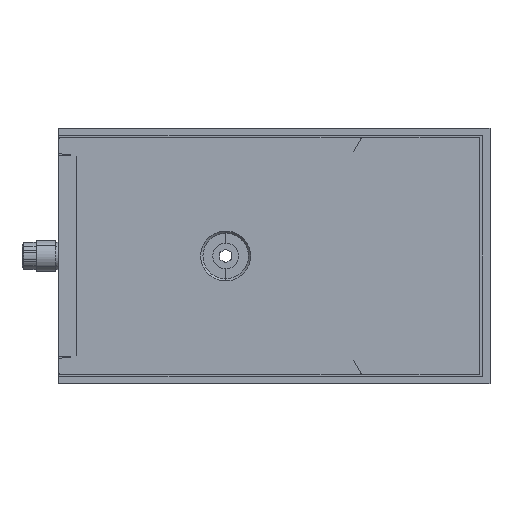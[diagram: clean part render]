
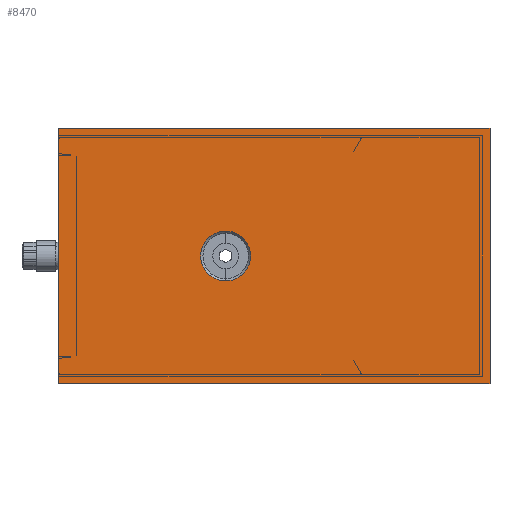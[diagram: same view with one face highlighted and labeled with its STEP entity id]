
A CAD part, left-side view. The second image highlights one B-rep face of the part: STEP entity #8470.
In plain terms, the highlighted planar face has unit normal (-1, 0, 0).
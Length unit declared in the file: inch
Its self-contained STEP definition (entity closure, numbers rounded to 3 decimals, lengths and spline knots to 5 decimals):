
#8 = FACE_OUTER_BOUND ( 'NONE', #2306, .T. ) ;
#58 = FACE_BOUND ( 'NONE', #2283, .T. ) ;
#154 = CARTESIAN_POINT ( 'NONE',  ( -23.29614, 1.38181, 0.8375 ) ) ;
#155 = DIRECTION ( 'NONE',  ( 0., 0., -1. ) ) ;
#1192 = CARTESIAN_POINT ( 'NONE',  ( -23.29614, 1.38181, -0.8375 ) ) ;
#1343 = DIRECTION ( 'NONE',  ( 0., 0., 1. ) ) ;
#1348 = DIRECTION ( 'NONE',  ( -1., 0., 0. ) ) ;
#1349 = CARTESIAN_POINT ( 'NONE',  ( -23.29614, 0.29, 0. ) ) ;
#1355 = DIRECTION ( 'NONE',  ( 0., 0., -1. ) ) ;
#1367 = CARTESIAN_POINT ( 'NONE',  ( -23.29614, -1.44046, -0.8375 ) ) ;
#1426 = CIRCLE ( 'NONE', #4916, 0.1634 ) ;
#1520 = LINE ( 'NONE', #1192, #1758 ) ;
#1553 = VECTOR ( 'NONE', #155, 39.37008 ) ;
#1592 = LINE ( 'NONE', #1367, #1703 ) ;
#1625 = LINE ( 'NONE', #154, #1553 ) ;
#1639 = LINE ( 'NONE', #3113, #1761 ) ;
#1703 = VECTOR ( 'NONE', #1343, 39.37008 ) ;
#1758 = VECTOR ( 'NONE', #3115, 39.37008 ) ;
#1761 = VECTOR ( 'NONE', #3121, 39.37008 ) ;
#2283 = EDGE_LOOP ( 'NONE', ( #6251, #6252 ) ) ;
#2306 = EDGE_LOOP ( 'NONE', ( #6253, #6255, #6241, #6242 ) ) ;
#2447 = VERTEX_POINT ( 'NONE', #3818 ) ;
#2454 = VERTEX_POINT ( 'NONE', #3800 ) ;
#2455 = VERTEX_POINT ( 'NONE', #3797 ) ;
#2457 = VERTEX_POINT ( 'NONE', #3793 ) ;
#2460 = VERTEX_POINT ( 'NONE', #3786 ) ;
#2461 = VERTEX_POINT ( 'NONE', #3785 ) ;
#3113 = CARTESIAN_POINT ( 'NONE',  ( -23.29614, 1.38181, 0.8375 ) ) ;
#3115 = DIRECTION ( 'NONE',  ( 0., -1., 0. ) ) ;
#3116 = DIRECTION ( 'NONE',  ( 0., 0., -1. ) ) ;
#3118 = DIRECTION ( 'NONE',  ( -1., 0., 0. ) ) ;
#3119 = CARTESIAN_POINT ( 'NONE',  ( -23.29614, 0.29, 0. ) ) ;
#3121 = DIRECTION ( 'NONE',  ( 0., 1., 0. ) ) ;
#3785 = CARTESIAN_POINT ( 'NONE',  ( -23.29614, 1.38181, 0.8375 ) ) ;
#3786 = CARTESIAN_POINT ( 'NONE',  ( -23.29614, 1.38181, -0.8375 ) ) ;
#3793 = CARTESIAN_POINT ( 'NONE',  ( -23.29614, -1.44046, -0.8375 ) ) ;
#3797 = CARTESIAN_POINT ( 'NONE',  ( -23.29614, 0.29, -0.16341 ) ) ;
#3800 = CARTESIAN_POINT ( 'NONE',  ( -23.29614, 0.29, 0.1634 ) ) ;
#3818 = CARTESIAN_POINT ( 'NONE',  ( -23.29614, -1.44046, 0.8375 ) ) ;
#4555 = AXIS2_PLACEMENT_3D ( 'NONE', #6998, #6999, #7000 ) ;
#4916 = AXIS2_PLACEMENT_3D ( 'NONE', #3119, #3118, #3116 ) ;
#4944 = AXIS2_PLACEMENT_3D ( 'NONE', #1349, #1348, #1355 ) ;
#5230 = EDGE_CURVE ( 'NONE', #2454, #2455, #5762, .T. ) ;
#5263 = EDGE_CURVE ( 'NONE', #2457, #2447, #1592, .T. ) ;
#5308 = EDGE_CURVE ( 'NONE', #2460, #2457, #1520, .T. ) ;
#5313 = EDGE_CURVE ( 'NONE', #2455, #2454, #1426, .T. ) ;
#5318 = EDGE_CURVE ( 'NONE', #2447, #2461, #1639, .T. ) ;
#5341 = EDGE_CURVE ( 'NONE', #2461, #2460, #1625, .T. ) ;
#5762 = CIRCLE ( 'NONE', #4944, 0.1634 ) ;
#6241 = ORIENTED_EDGE ( 'NONE', *, *, #5308, .T. ) ;
#6242 = ORIENTED_EDGE ( 'NONE', *, *, #5263, .T. ) ;
#6251 = ORIENTED_EDGE ( 'NONE', *, *, #5313, .F. ) ;
#6252 = ORIENTED_EDGE ( 'NONE', *, *, #5230, .F. ) ;
#6253 = ORIENTED_EDGE ( 'NONE', *, *, #5318, .T. ) ;
#6255 = ORIENTED_EDGE ( 'NONE', *, *, #5341, .T. ) ;
#6990 = PLANE ( 'NONE',  #4555 ) ;
#6998 = CARTESIAN_POINT ( 'NONE',  ( -23.29614, 0.2896, 0. ) ) ;
#6999 = DIRECTION ( 'NONE',  ( -1., 0., 0. ) ) ;
#7000 = DIRECTION ( 'NONE',  ( 0., 0., -1. ) ) ;
#8470 = ADVANCED_FACE ( 'NONE', ( #58, #8 ), #6990, .T. ) ;
